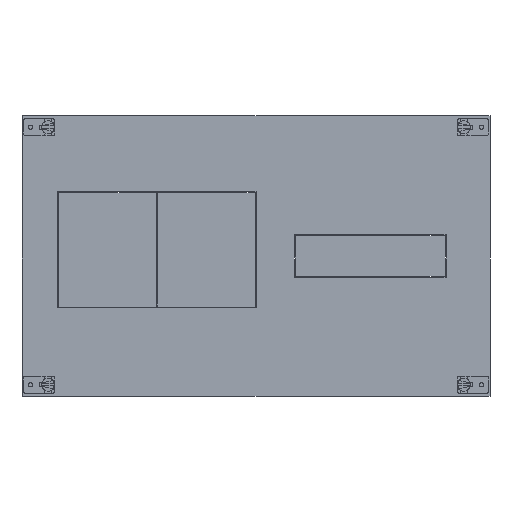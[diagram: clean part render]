
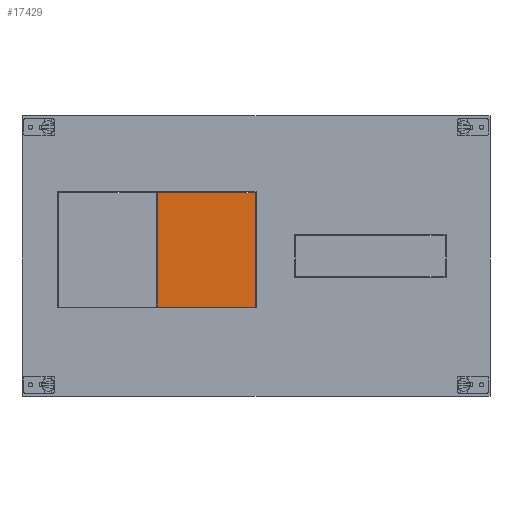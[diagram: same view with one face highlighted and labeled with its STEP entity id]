
A CAD part, top view. The second image highlights one B-rep face of the part: STEP entity #17429.
In plain terms, the highlighted planar face has unit normal (0, 0, 1).
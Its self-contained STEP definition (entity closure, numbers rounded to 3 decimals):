
#17314=DIRECTION('',(0.,1.,0.));
#17315=VECTOR('',#17314,122.);
#17316=CARTESIAN_POINT('',(19.5,-29.5,1.));
#17317=LINE('',#17316,#17315);
#17321=DIRECTION('',(-1.,0.,0.));
#17322=VECTOR('',#17321,104.5);
#17323=CARTESIAN_POINT('',(124.,92.5,1.));
#17324=LINE('',#17323,#17322);
#17328=DIRECTION('',(0.,1.,0.));
#17329=VECTOR('',#17328,122.);
#17330=CARTESIAN_POINT('',(124.,-29.5,1.));
#17331=LINE('',#17330,#17329);
#17335=DIRECTION('',(1.,0.,0.));
#17336=VECTOR('',#17335,104.5);
#17337=CARTESIAN_POINT('',(19.5,-29.5,1.));
#17338=LINE('',#17337,#17336);
#17398=CARTESIAN_POINT('',(124.,-29.5,1.));
#17399=CARTESIAN_POINT('',(124.,92.5,1.));
#17400=VERTEX_POINT('',#17398);
#17401=VERTEX_POINT('',#17399);
#17406=CARTESIAN_POINT('',(19.5,-29.5,1.));
#17407=CARTESIAN_POINT('',(19.5,92.5,1.));
#17408=VERTEX_POINT('',#17406);
#17409=VERTEX_POINT('',#17407);
#17414=CARTESIAN_POINT('',(0.,0.,1.));
#17415=DIRECTION('',(0.,0.,1.));
#17416=DIRECTION('',(1.,0.,0.));
#17417=AXIS2_PLACEMENT_3D('',#17414,#17415,#17416);
#17418=PLANE('',#17417);
#17420=ORIENTED_EDGE('',*,*,#17419,.T.);
#17422=ORIENTED_EDGE('',*,*,#17421,.F.);
#17424=ORIENTED_EDGE('',*,*,#17423,.F.);
#17426=ORIENTED_EDGE('',*,*,#17425,.F.);
#17427=EDGE_LOOP('',(#17420,#17422,#17424,#17426));
#17428=FACE_OUTER_BOUND('',#17427,.F.);
#17419=EDGE_CURVE('',#17408,#17409,#17317,.T.);
#17421=EDGE_CURVE('',#17401,#17409,#17324,.T.);
#17423=EDGE_CURVE('',#17400,#17401,#17331,.T.);
#17425=EDGE_CURVE('',#17408,#17400,#17338,.T.);
#17429=ADVANCED_FACE('',(#17428),#17418,.T.);
